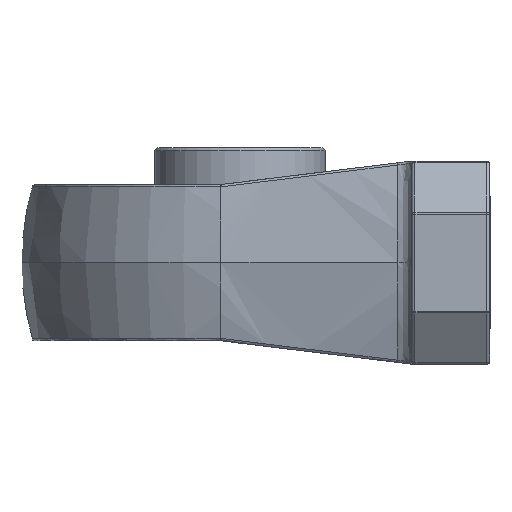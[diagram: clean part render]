
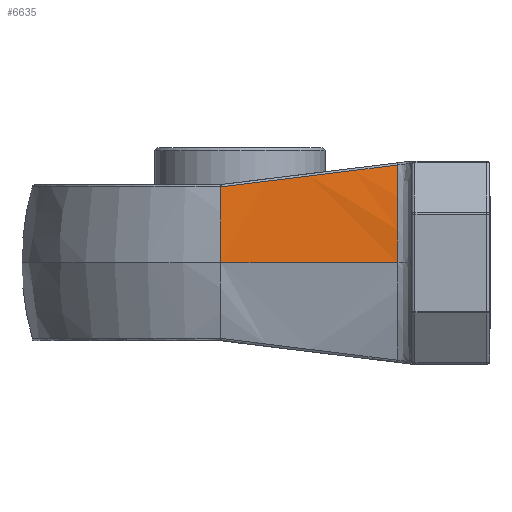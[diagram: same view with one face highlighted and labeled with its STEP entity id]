
A CAD part, left-side view. The second image highlights one B-rep face of the part: STEP entity #6635.
In plain terms, the highlighted free-form (B-spline) face has degree [3, 1] with [4, 2] control points.
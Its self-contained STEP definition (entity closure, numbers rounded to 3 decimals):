
#316=(
BOUNDED_SURFACE()
B_SPLINE_SURFACE(3,1,((#10441,#10442),(#10443,#10444),(#10445,#10446),(#10447,
#10448)),.UNSPECIFIED.,.F.,.F.,.F.)
B_SPLINE_SURFACE_WITH_KNOTS((4,4),(2,2),(0.,1.),(0.,1.),.UNSPECIFIED.)
GEOMETRIC_REPRESENTATION_ITEM()
RATIONAL_B_SPLINE_SURFACE(((1.,1.),(0.994,0.994),
(0.994,0.994),(1.,1.)))
REPRESENTATION_ITEM('')
SURFACE()
);
#515=ELLIPSE('',#7181,203.262,24.675);
#555=B_SPLINE_CURVE_WITH_KNOTS('',3,(#10453,#10454,#10455,#10456,#10457,
#10458,#10459),.UNSPECIFIED.,.F.,.F.,(4,3,4),(0.,0.,
0.),.UNSPECIFIED.);
#964=LINE('',#10463,#1355);
#1355=VECTOR('',#8038,1000.);
#1771=FACE_OUTER_BOUND('',#2203,.T.);
#2203=EDGE_LOOP('',(#4821,#4822,#4823,#4824,#4825));
#2696=CIRCLE('',#7182,25.);
#2697=CIRCLE('',#7183,24.993);
#3143=VERTEX_POINT('',#10449);
#3144=VERTEX_POINT('',#10450);
#3145=VERTEX_POINT('',#10452);
#3146=VERTEX_POINT('',#10460);
#3147=VERTEX_POINT('',#10462);
#3777=EDGE_CURVE('',#3143,#3144,#515,.T.);
#3778=EDGE_CURVE('',#3144,#3145,#555,.T.);
#3779=EDGE_CURVE('',#3145,#3146,#2696,.T.);
#3780=EDGE_CURVE('',#3147,#3146,#964,.T.);
#3781=EDGE_CURVE('',#3147,#3143,#2697,.T.);
#4821=ORIENTED_EDGE('',*,*,#3777,.T.);
#4822=ORIENTED_EDGE('',*,*,#3778,.T.);
#4823=ORIENTED_EDGE('',*,*,#3779,.T.);
#4824=ORIENTED_EDGE('',*,*,#3780,.F.);
#4825=ORIENTED_EDGE('',*,*,#3781,.T.);
#6635=ADVANCED_FACE('',(#1771),#316,.T.);
#7181=AXIS2_PLACEMENT_3D('',#10451,#8034,#8035);
#7182=AXIS2_PLACEMENT_3D('',#10461,#8036,#8037);
#7183=AXIS2_PLACEMENT_3D('',#10464,#8039,#8040);
#8034=DIRECTION('center_axis',(0.,-0.123,
-0.992));
#8035=DIRECTION('ref_axis',(0.088,0.989,-0.122));
#8036=DIRECTION('center_axis',(0.,-1.,0.));
#8037=DIRECTION('ref_axis',(-1.,0.,0.));
#8038=DIRECTION('',(0.087,0.996,0.));
#8039=DIRECTION('center_axis',(-0.003,1.,0.));
#8040=DIRECTION('ref_axis',(-0.958,-0.003,0.288));
#10441=CARTESIAN_POINT('Ctrl Pts',(-12.831,1.22,6.5));
#10442=CARTESIAN_POINT('Ctrl Pts',(-13.987,-12.,
6.5));
#10443=CARTESIAN_POINT('Ctrl Pts',(-13.489,1.22,4.389));
#10444=CARTESIAN_POINT('Ctrl Pts',(-14.646,-12.,
4.389));
#10445=CARTESIAN_POINT('Ctrl Pts',(-13.863,1.22,2.21));
#10446=CARTESIAN_POINT('Ctrl Pts',(-15.02,-12.,
2.21));
#10447=CARTESIAN_POINT('Ctrl Pts',(-13.947,1.22,0.));
#10448=CARTESIAN_POINT('Ctrl Pts',(-15.103,-12.,
0.));
#10449=CARTESIAN_POINT('',(-13.897,-10.083,6.246));
#10450=CARTESIAN_POINT('',(-13.286,1.201,4.849));
#10451=CARTESIAN_POINT('Origin',(14.855,47.512,-0.884));
#10452=CARTESIAN_POINT('',(-13.285,1.22,4.847));
#10453=CARTESIAN_POINT('Ctrl Pts',(-13.286,1.201,4.849));
#10454=CARTESIAN_POINT('Ctrl Pts',(-13.285,1.207,4.848));
#10455=CARTESIAN_POINT('Ctrl Pts',(-13.285,1.214,4.848));
#10456=CARTESIAN_POINT('Ctrl Pts',(-13.285,1.22,4.847));
#10457=CARTESIAN_POINT('Ctrl Pts',(-13.285,1.22,4.847));
#10458=CARTESIAN_POINT('Ctrl Pts',(-13.285,1.22,4.847));
#10459=CARTESIAN_POINT('Ctrl Pts',(-13.285,1.22,4.847));
#10460=CARTESIAN_POINT('',(-13.947,1.22,0.));
#10461=CARTESIAN_POINT('Origin',(11.035,1.22,-0.944));
#10462=CARTESIAN_POINT('',(-14.936,-10.087,0.));
#10463=CARTESIAN_POINT('',(-13.947,1.22,0.));
#10464=CARTESIAN_POINT('Origin',(10.039,-10.001,-0.944));
